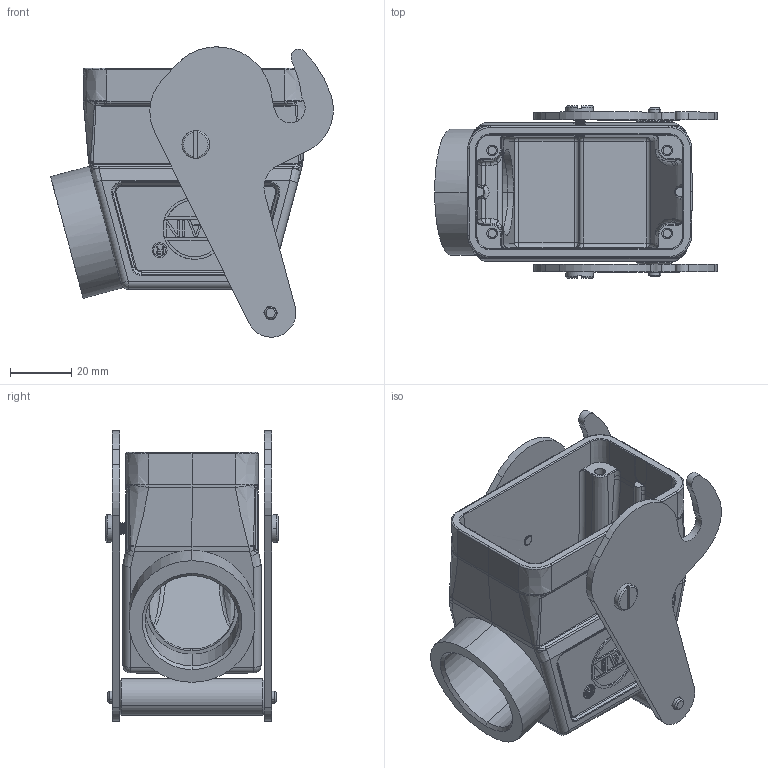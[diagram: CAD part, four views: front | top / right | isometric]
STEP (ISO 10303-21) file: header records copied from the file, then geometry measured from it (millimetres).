
FILE_DESCRIPTION((''),'2;1');
FILE_NAME('3D__H10B-SEH-1L_C-M32_V1','2019-09-29T',('sh.ye'),(''),'PRO/ENGINEER BY PARAMETRIC TECHNOLOGY CORPORATION, 2015240','PRO/ENGINEER BY PARAMETRIC TECHNOLOGY CORPORATION, 2015240','');
FILE_SCHEMA(('AUTOMOTIVE_DESIGN { 1 0 10303 214 1 1 1 1 }'));
Length unit declared in the file: millimetre
Products named in the file (1): 3D__H10B-SEH-1L_C-M32_V1
Bounding box: 92.07 x 56 x 94.52 mm (x, y, z)
Volume: 87580.2 mm3; surface area: 50179.4 mm2
Topology: 1 solids, 2 shells, 804 faces, 1991 edges, 1227 vertices
Faces by surface type: plane 307, cylinder 205, bspline 172, torus 55, cone 42, sphere 14, extrusion 9
Entity records: 39011 total; most frequent: CARTESIAN_POINT 15303, ORIENTED_EDGE 3960, DIRECTION 3226, PRESENTATION_STYLE_ASSIGNMENT 1983, STYLED_ITEM 1983, CURVE_STYLE 1981, EDGE_CURVE 1981, VERTEX_POINT 1227
